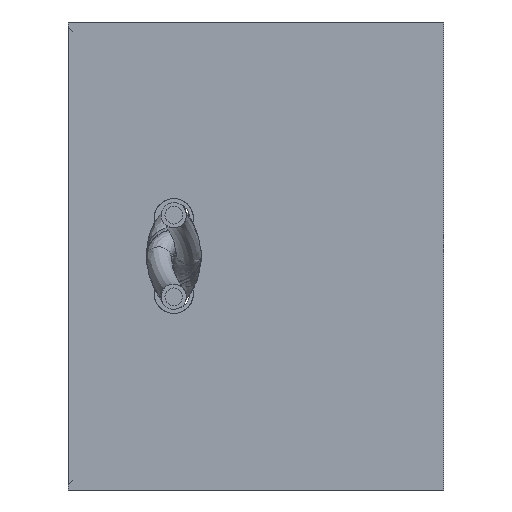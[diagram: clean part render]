
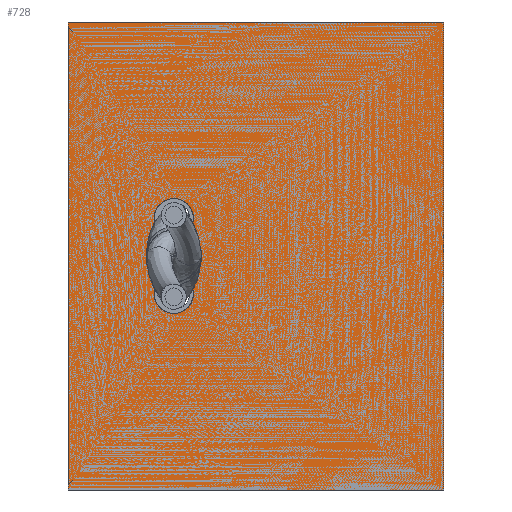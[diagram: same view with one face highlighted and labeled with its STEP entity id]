
A CAD part, left-side view. The second image highlights one B-rep face of the part: STEP entity #728.
In plain terms, the highlighted planar face has unit normal (-1, 0, 0).
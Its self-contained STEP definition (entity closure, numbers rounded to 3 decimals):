
#2=DIRECTION('',(0.,0.,1.));
#3=VECTOR('',#2,46.48);
#4=CARTESIAN_POINT('',(-28.32,0.,-23.24));
#5=LINE('',#4,#3);
#34=DIRECTION('',(0.,-1.,0.));
#35=VECTOR('',#34,37.34);
#36=CARTESIAN_POINT('',(-28.32,0.,-23.24));
#37=LINE('',#36,#35);
#38=CARTESIAN_POINT('',(-28.32,-10.5,-3.75));
#39=DIRECTION('',(1.,0.,0.));
#40=DIRECTION('',(0.,0.,-1.));
#41=AXIS2_PLACEMENT_3D('',#38,#39,#40);
#43=CARTESIAN_POINT('',(-28.32,-10.5,-1.8));
#44=CARTESIAN_POINT('',(-28.32,-10.671,-1.801));
#45=CARTESIAN_POINT('',(-28.32,-11.015,-1.845));
#46=CARTESIAN_POINT('',(-28.32,-11.493,-2.046));
#47=CARTESIAN_POINT('',(-28.32,-11.902,-2.362));
#48=CARTESIAN_POINT('',(-28.32,-12.213,-2.773));
#49=CARTESIAN_POINT('',(-28.32,-12.407,-3.248));
#50=CARTESIAN_POINT('',(-28.32,-12.472,-3.758));
#51=CARTESIAN_POINT('',(-28.32,-12.403,-4.267));
#52=CARTESIAN_POINT('',(-28.32,-12.206,-4.74));
#53=CARTESIAN_POINT('',(-28.32,-11.893,-5.146));
#54=CARTESIAN_POINT('',(-28.32,-11.487,-5.457));
#55=CARTESIAN_POINT('',(-28.32,-11.012,-5.655));
#56=CARTESIAN_POINT('',(-28.32,-10.67,-5.699));
#57=CARTESIAN_POINT('',(-28.32,-10.5,-5.7));
#59=CARTESIAN_POINT('',(-28.32,-10.5,3.75));
#60=DIRECTION('',(1.,0.,0.));
#61=DIRECTION('',(0.,0.,-1.));
#62=AXIS2_PLACEMENT_3D('',#59,#60,#61);
#64=CARTESIAN_POINT('',(-28.32,-10.5,3.75));
#65=DIRECTION('',(1.,0.,0.));
#66=DIRECTION('',(0.,0.,1.));
#67=AXIS2_PLACEMENT_3D('',#64,#65,#66);
#69=DIRECTION('',(0.,-1.,0.));
#70=VECTOR('',#69,37.34);
#71=CARTESIAN_POINT('',(-28.32,0.,23.24));
#72=LINE('',#71,#70);
#101=DIRECTION('',(0.,0.,1.));
#102=VECTOR('',#101,46.48);
#103=CARTESIAN_POINT('',(-28.32,-37.34,-23.24));
#104=LINE('',#103,#102);
#536=CARTESIAN_POINT('',(-28.32,0.,-23.24));
#537=CARTESIAN_POINT('',(-28.32,0.,23.24));
#538=VERTEX_POINT('',#536);
#539=VERTEX_POINT('',#537);
#544=CARTESIAN_POINT('',(-28.32,-37.34,-23.24));
#545=CARTESIAN_POINT('',(-28.32,-37.34,23.24));
#546=VERTEX_POINT('',#544);
#547=VERTEX_POINT('',#545);
#616=CARTESIAN_POINT('',(-28.32,-10.5,-5.7));
#617=CARTESIAN_POINT('',(-28.32,-10.5,-1.8));
#618=VERTEX_POINT('',#616);
#619=VERTEX_POINT('',#617);
#620=CARTESIAN_POINT('',(-28.32,-10.5,1.8));
#621=CARTESIAN_POINT('',(-28.32,-10.5,5.7));
#622=VERTEX_POINT('',#620);
#623=VERTEX_POINT('',#621);
#702=CARTESIAN_POINT('',(-28.32,0.,-23.24));
#703=DIRECTION('',(-1.,0.,0.));
#704=DIRECTION('',(0.,0.,1.));
#705=AXIS2_PLACEMENT_3D('',#702,#703,#704);
#706=PLANE('',#705);
#707=ORIENTED_EDGE('',*,*,#681,.T.);
#709=ORIENTED_EDGE('',*,*,#708,.T.);
#711=ORIENTED_EDGE('',*,*,#710,.F.);
#713=ORIENTED_EDGE('',*,*,#712,.F.);
#714=EDGE_LOOP('',(#707,#709,#711,#713));
#715=FACE_OUTER_BOUND('',#714,.F.);
#717=ORIENTED_EDGE('',*,*,#716,.F.);
#719=ORIENTED_EDGE('',*,*,#718,.F.);
#720=EDGE_LOOP('',(#717,#719));
#721=FACE_BOUND('',#720,.F.);
#723=ORIENTED_EDGE('',*,*,#722,.F.);
#725=ORIENTED_EDGE('',*,*,#724,.F.);
#726=EDGE_LOOP('',(#723,#725));
#727=FACE_BOUND('',#726,.F.);
#728=ADVANCED_FACE('',(#715,#721,#727),#706,.T.);
#42=CIRCLE('',#41,1.95);
#58=B_SPLINE_CURVE_WITH_KNOTS('',3,(#43,#44,#45,#46,#47,#48,#49,#50,#51,#52,#53,
#54,#55,#56,#57),.UNSPECIFIED.,.F.,.F.,(4,1,1,1,1,1,1,1,1,1,1,1,4),(0.,
0.084,0.168,0.252,0.335,
0.418,0.501,0.584,0.668,
0.75,0.833,0.916,1.),.UNSPECIFIED.);
#63=CIRCLE('',#62,1.95);
#68=CIRCLE('',#67,1.95);
#681=EDGE_CURVE('',#538,#539,#5,.T.);
#708=EDGE_CURVE('',#539,#547,#72,.T.);
#710=EDGE_CURVE('',#546,#547,#104,.T.);
#712=EDGE_CURVE('',#538,#546,#37,.T.);
#716=EDGE_CURVE('',#618,#619,#42,.T.);
#718=EDGE_CURVE('',#619,#618,#58,.T.);
#722=EDGE_CURVE('',#622,#623,#63,.T.);
#724=EDGE_CURVE('',#623,#622,#68,.T.);
